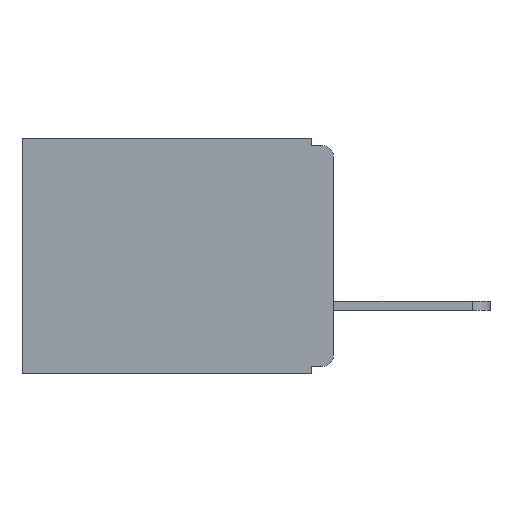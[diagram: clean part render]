
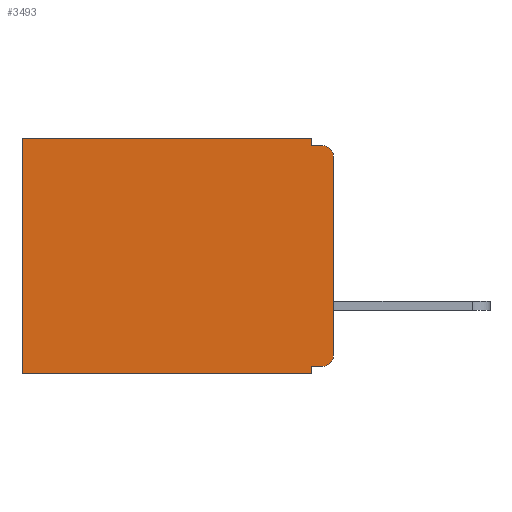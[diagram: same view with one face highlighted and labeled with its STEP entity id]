
A CAD part, left-side view. The second image highlights one B-rep face of the part: STEP entity #3493.
In plain terms, the highlighted planar face has unit normal (-1, 0, 0).
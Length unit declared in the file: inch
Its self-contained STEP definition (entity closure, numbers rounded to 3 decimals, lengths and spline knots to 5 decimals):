
#88 = CARTESIAN_POINT ( 'NONE',  ( 0.3, 0.031, -0.33 ) ) ;
#397 = VERTEX_POINT ( 'NONE', #10519 ) ;
#546 = CARTESIAN_POINT ( 'NONE',  ( 0.3, 0.031, -0.01 ) ) ;
#583 = ORIENTED_EDGE ( 'NONE', *, *, #15060, .T. ) ;
#661 = CARTESIAN_POINT ( 'NONE',  ( 0.3, 0.031, 0. ) ) ;
#1036 = CARTESIAN_POINT ( 'NONE',  ( 0.3, 0., -0.025 ) ) ;
#1307 = DIRECTION ( 'NONE',  ( 0., 0., -1. ) ) ;
#1308 = LINE ( 'NONE', #661, #3749 ) ;
#1355 = CARTESIAN_POINT ( 'NONE',  ( 0.3, 0.031, 0. ) ) ;
#1583 = CARTESIAN_POINT ( 'NONE',  ( 0.3, 0., -0.305 ) ) ;
#1607 = ORIENTED_EDGE ( 'NONE', *, *, #4290, .T. ) ;
#1738 = CARTESIAN_POINT ( 'NONE',  ( 0.3, 0., -0.32 ) ) ;
#2726 = DIRECTION ( 'NONE',  ( 0., -1., 0. ) ) ;
#2772 = EDGE_CURVE ( 'NONE', #9800, #7999, #6598, .T. ) ;
#2975 = VERTEX_POINT ( 'NONE', #1355 ) ;
#3227 = EDGE_CURVE ( 'NONE', #9395, #397, #12106, .T. ) ;
#3414 = VERTEX_POINT ( 'NONE', #3695 ) ;
#3473 = CARTESIAN_POINT ( 'NONE',  ( 0.3, 0.015, -0.32 ) ) ;
#3493 = ADVANCED_FACE ( 'NONE', ( #12087 ), #10154, .F. ) ;
#3498 = VERTEX_POINT ( 'NONE', #8976 ) ;
#3615 = AXIS2_PLACEMENT_3D ( 'NONE', #6444, #4056, #14983 ) ;
#3695 = CARTESIAN_POINT ( 'NONE',  ( 0.3, 0.015, -0.01 ) ) ;
#3747 = DIRECTION ( 'NONE',  ( 0., 0., -1. ) ) ;
#3749 = VECTOR ( 'NONE', #5587, 39.37008 ) ;
#4005 = LINE ( 'NONE', #88, #7583 ) ;
#4056 = DIRECTION ( 'NONE',  ( 1., 0., 0. ) ) ;
#4210 = ORIENTED_EDGE ( 'NONE', *, *, #11477, .F. ) ;
#4290 = EDGE_CURVE ( 'NONE', #13385, #3414, #14746, .T. ) ;
#4407 = DIRECTION ( 'NONE',  ( 0., 1., 0. ) ) ;
#4474 = LINE ( 'NONE', #8750, #6936 ) ;
#5194 = VECTOR ( 'NONE', #13942, 39.37008 ) ;
#5347 = EDGE_CURVE ( 'NONE', #13385, #7987, #11077, .T. ) ;
#5349 = DIRECTION ( 'NONE',  ( 0., 1., 0. ) ) ;
#5587 = DIRECTION ( 'NONE',  ( 0., 0., -1. ) ) ;
#6059 = DIRECTION ( 'NONE',  ( 0., 0., -1. ) ) ;
#6196 = DIRECTION ( 'NONE',  ( 0., 0., -1. ) ) ;
#6444 = CARTESIAN_POINT ( 'NONE',  ( 0.3, 0., -0.33 ) ) ;
#6598 = LINE ( 'NONE', #1738, #11189 ) ;
#6601 = CARTESIAN_POINT ( 'NONE',  ( 0.3, 0., -0.33 ) ) ;
#6936 = VECTOR ( 'NONE', #2726, 39.37008 ) ;
#7343 = CARTESIAN_POINT ( 'NONE',  ( 0.3, 0.015, -0.305 ) ) ;
#7583 = VECTOR ( 'NONE', #1307, 39.37008 ) ;
#7931 = ORIENTED_EDGE ( 'NONE', *, *, #12182, .F. ) ;
#7977 = CARTESIAN_POINT ( 'NONE',  ( 0.3, 0.437, 0. ) ) ;
#7987 = VERTEX_POINT ( 'NONE', #1583 ) ;
#7999 = VERTEX_POINT ( 'NONE', #11294 ) ;
#8039 = ORIENTED_EDGE ( 'NONE', *, *, #10449, .F. ) ;
#8251 = EDGE_CURVE ( 'NONE', #15503, #3414, #4474, .T. ) ;
#8680 = ORIENTED_EDGE ( 'NONE', *, *, #5347, .F. ) ;
#8750 = CARTESIAN_POINT ( 'NONE',  ( 0.3, 0., -0.01 ) ) ;
#8976 = CARTESIAN_POINT ( 'NONE',  ( 0.3, 0.031, -0.33 ) ) ;
#9163 = CARTESIAN_POINT ( 'NONE',  ( 0.3, 0., -0.33 ) ) ;
#9395 = VERTEX_POINT ( 'NONE', #7977 ) ;
#9800 = VERTEX_POINT ( 'NONE', #3473 ) ;
#9823 = CIRCLE ( 'NONE', #11935, 0.015 ) ;
#10154 = PLANE ( 'NONE',  #3615 ) ;
#10449 = EDGE_CURVE ( 'NONE', #7999, #3498, #4005, .T. ) ;
#10519 = CARTESIAN_POINT ( 'NONE',  ( 0.3, 0.437, -0.33 ) ) ;
#10658 = EDGE_CURVE ( 'NONE', #2975, #9395, #14300, .T. ) ;
#10944 = EDGE_LOOP ( 'NONE', ( #8680, #1607, #11346, #7931, #15767, #11274, #4210, #8039, #15728, #583 ) ) ;
#11077 = LINE ( 'NONE', #9163, #5194 ) ;
#11189 = VECTOR ( 'NONE', #12674, 39.37008 ) ;
#11274 = ORIENTED_EDGE ( 'NONE', *, *, #3227, .T. ) ;
#11294 = CARTESIAN_POINT ( 'NONE',  ( 0.3, 0.031, -0.32 ) ) ;
#11346 = ORIENTED_EDGE ( 'NONE', *, *, #8251, .F. ) ;
#11477 = EDGE_CURVE ( 'NONE', #3498, #397, #15034, .T. ) ;
#11590 = CARTESIAN_POINT ( 'NONE',  ( 0.3, 0., 0. ) ) ;
#11935 = AXIS2_PLACEMENT_3D ( 'NONE', #7343, #14712, #3747 ) ;
#12087 = FACE_OUTER_BOUND ( 'NONE', #10944, .T. ) ;
#12106 = LINE ( 'NONE', #13481, #13259 ) ;
#12182 = EDGE_CURVE ( 'NONE', #2975, #15503, #1308, .T. ) ;
#12202 = CARTESIAN_POINT ( 'NONE',  ( 0.3, 0.015, -0.025 ) ) ;
#12369 = VECTOR ( 'NONE', #4407, 39.37008 ) ;
#12674 = DIRECTION ( 'NONE',  ( 0., 1., 0. ) ) ;
#12919 = VECTOR ( 'NONE', #5349, 39.37008 ) ;
#13259 = VECTOR ( 'NONE', #6196, 39.37008 ) ;
#13336 = DIRECTION ( 'NONE',  ( -1., 0., 0. ) ) ;
#13385 = VERTEX_POINT ( 'NONE', #1036 ) ;
#13481 = CARTESIAN_POINT ( 'NONE',  ( 0.3, 0.437, -0.33 ) ) ;
#13942 = DIRECTION ( 'NONE',  ( 0., 0., -1. ) ) ;
#14300 = LINE ( 'NONE', #11590, #12369 ) ;
#14712 = DIRECTION ( 'NONE',  ( -1., 0., 0. ) ) ;
#14746 = CIRCLE ( 'NONE', #15114, 0.015 ) ;
#14983 = DIRECTION ( 'NONE',  ( 0., 0., -1. ) ) ;
#15034 = LINE ( 'NONE', #6601, #12919 ) ;
#15060 = EDGE_CURVE ( 'NONE', #9800, #7987, #9823, .T. ) ;
#15114 = AXIS2_PLACEMENT_3D ( 'NONE', #12202, #13336, #6059 ) ;
#15503 = VERTEX_POINT ( 'NONE', #546 ) ;
#15728 = ORIENTED_EDGE ( 'NONE', *, *, #2772, .F. ) ;
#15767 = ORIENTED_EDGE ( 'NONE', *, *, #10658, .T. ) ;
